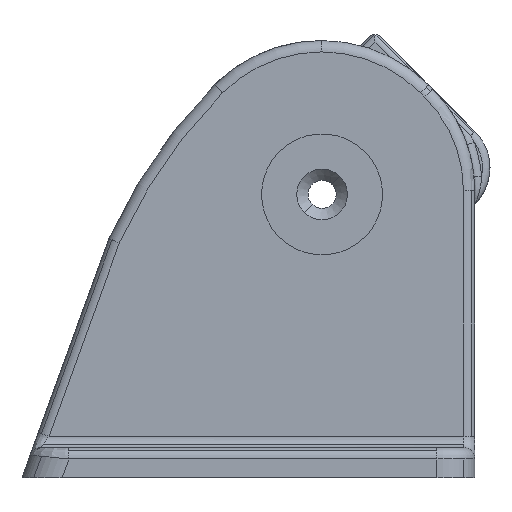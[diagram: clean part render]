
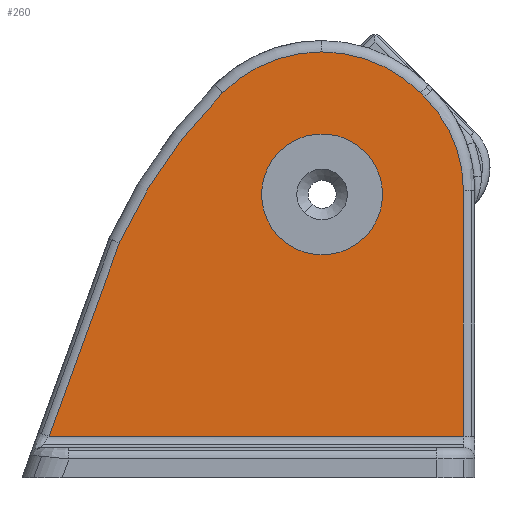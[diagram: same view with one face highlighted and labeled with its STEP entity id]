
A CAD part, left-side view. The second image highlights one B-rep face of the part: STEP entity #260.
In plain terms, the highlighted planar face has unit normal (-1, 0, 0).
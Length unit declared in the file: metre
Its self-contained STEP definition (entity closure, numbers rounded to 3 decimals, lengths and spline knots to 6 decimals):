
#260=ADVANCED_FACE('2:1144',(#848,#849),#850,.F.);
#848=FACE_OUTER_BOUND('',#11054,.T.);
#849=FACE_BOUND('',#11055,.T.);
#850=PLANE('',#11056);
#11054=EDGE_LOOP('',(#26339,#26340,#26341,#26342,#26343,#26344,#26345,#26346));
#11055=EDGE_LOOP('',(#26347,#26348));
#11056=AXIS2_PLACEMENT_3D('',#26349,#26350,#26351);
#26339=ORIENTED_EDGE('',*,*,#27847,.F.);
#26340=ORIENTED_EDGE('',*,*,#28176,.F.);
#26341=ORIENTED_EDGE('',*,*,#28193,.F.);
#26342=ORIENTED_EDGE('',*,*,#27809,.F.);
#26343=ORIENTED_EDGE('',*,*,#27670,.F.);
#26344=ORIENTED_EDGE('',*,*,#28194,.F.);
#26345=ORIENTED_EDGE('',*,*,#27838,.F.);
#26346=ORIENTED_EDGE('',*,*,#28145,.F.);
#26347=ORIENTED_EDGE('',*,*,#27849,.F.);
#26348=ORIENTED_EDGE('',*,*,#28144,.F.);
#26349=CARTESIAN_POINT('',(-0.060542,-0.010537,-0.010248));
#26350=DIRECTION('',(1.0,0.,0.));
#26351=DIRECTION('',(0.,0.707,-0.707));
#27670=EDGE_CURVE('2:2515',#28752,#28754,#28755,.T.);
#27809=EDGE_CURVE('2:2506',#28754,#28999,#29000,.T.);
#27838=EDGE_CURVE('2:2344',#29045,#29047,#29048,.T.);
#27847=EDGE_CURVE('2:2305',#29061,#29057,#29063,.T.);
#27849=EDGE_CURVE('2:2299',#29064,#29067,#29068,.T.);
#28144=EDGE_CURVE('2:2299',#29067,#29064,#29528,.T.);
#28145=EDGE_CURVE('2:2305',#29057,#29045,#29529,.T.);
#28176=EDGE_CURVE('2:2446',#29571,#29061,#29573,.T.);
#28193=EDGE_CURVE('2:2512',#28999,#29571,#29593,.T.);
#28194=EDGE_CURVE('2:2518',#29047,#28752,#29594,.T.);
#28752=VERTEX_POINT('',#30597);
#28754=VERTEX_POINT('',#30599);
#28755=LINE('',#30600,#30601);
#28999=VERTEX_POINT('',#31193);
#29000=LINE('',#31194,#31195);
#29045=VERTEX_POINT('',#31305);
#29047=VERTEX_POINT('',#31307);
#29048=LINE('',#31308,#31309);
#29057=VERTEX_POINT('',#31338);
#29061=VERTEX_POINT('',#31342);
#29063=CIRCLE('',#31365,0.0185);
#29064=VERTEX_POINT('',#31366);
#29067=VERTEX_POINT('',#31370);
#29068=CIRCLE('',#31371,0.008);
#29528=CIRCLE('',#32511,0.008);
#29529=CIRCLE('',#32512,0.0185);
#29571=VERTEX_POINT('',#32602);
#29573=CIRCLE('',#32615,0.0685);
#29593=LINE('',#32678,#32679);
#29594=CIRCLE('',#32680,0.0175);
#30597=CARTESIAN_POINT('',(-0.060542,0.0062,0.034997));
#30599=CARTESIAN_POINT('',(-0.060542,0.0062,0.0025));
#30600=CARTESIAN_POINT('',(-0.060542,0.0062,0.001851));
#30601=VECTOR('',#33984,1.0);
#31193=CARTESIAN_POINT('',(-0.060542,0.061015,0.0025));
#31194=CARTESIAN_POINT('',(-0.060542,0.011548,0.0025));
#31195=VECTOR('',#34222,1.0);
#31305=CARTESIAN_POINT('',(-0.060542,0.011889,0.047935));
#31307=CARTESIAN_POINT('',(-0.060542,0.011326,0.047371));
#31308=CARTESIAN_POINT('',(-0.060542,-0.029476,0.006569));
#31309=VECTOR('',#34274,1.0);
#31338=CARTESIAN_POINT('',(-0.060542,0.024971,0.053354));
#31342=CARTESIAN_POINT('',(-0.060542,0.038049,0.047938));
#31365=AXIS2_PLACEMENT_3D('',#34289,#34290,#34291);
#31366=CARTESIAN_POINT('',(-0.060542,0.019243,0.040157));
#31370=CARTESIAN_POINT('',(-0.060542,0.030557,0.028843));
#31371=AXIS2_PLACEMENT_3D('',#34293,#34294,#34295);
#32511=AXIS2_PLACEMENT_3D('',#34837,#34838,#34839);
#32512=AXIS2_PLACEMENT_3D('',#34840,#34841,#34842);
#32602=CARTESIAN_POINT('',(-0.060542,0.051706,0.028077));
#32615=AXIS2_PLACEMENT_3D('',#34906,#34907,#34908);
#32678=CARTESIAN_POINT('',(-0.060542,0.065302,-0.009277));
#32679=VECTOR('',#34939,1.0);
#32680=AXIS2_PLACEMENT_3D('',#34940,#34941,#34942);
#33984=DIRECTION('',(0.,0.,-1.0));
#34222=DIRECTION('',(0.,1.0,0.));
#34274=DIRECTION('',(0.,-0.707,-0.707));
#34289=CARTESIAN_POINT('',(-0.060542,0.024971,0.034854));
#34290=DIRECTION('',(1.0,0.,0.));
#34291=DIRECTION('',(0.,-0.224,0.975));
#34293=CARTESIAN_POINT('',(-0.060542,0.0249,0.0345));
#34294=DIRECTION('',(-1.0,0.,0.));
#34295=DIRECTION('',(0.,-0.707,0.707));
#34837=CARTESIAN_POINT('',(-0.060542,0.0249,0.0345));
#34838=DIRECTION('',(-1.0,0.,0.));
#34839=DIRECTION('',(0.,-0.707,0.707));
#34840=CARTESIAN_POINT('',(-0.060542,0.024971,0.034854));
#34841=DIRECTION('',(1.0,0.,0.));
#34842=DIRECTION('',(0.,-0.224,0.975));
#34906=CARTESIAN_POINT('',(-0.060542,-0.010686,-0.000198));
#34907=DIRECTION('',(1.0,0.,0.));
#34908=DIRECTION('',(0.,0.824,0.566));
#34939=DIRECTION('',(0.,-0.342,0.94));
#34940=CARTESIAN_POINT('',(-0.060542,0.0237,0.034997));
#34941=DIRECTION('',(1.0,0.,0.));
#34942=DIRECTION('',(0.,-0.924,0.383));
